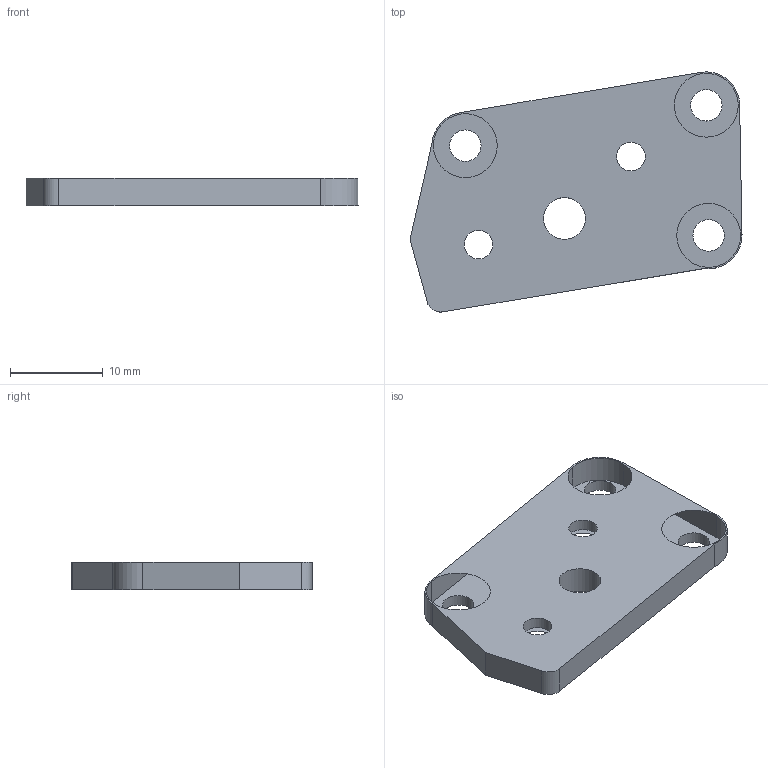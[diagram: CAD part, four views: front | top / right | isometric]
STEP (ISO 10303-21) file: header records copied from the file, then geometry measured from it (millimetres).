
FILE_DESCRIPTION(/* description */ (''),/* implementation_level */ '2;1');
FILE_NAME(/* name */ 'Vz-Hextrudort Plate.step',/* time_stamp */ '2024-05-19T23:37:58-04:00',/* author */ (''),/* organization */ (''),/* preprocessor_version */ 'ST-DEVELOPER v20',/* originating_system */ 'Autodesk Translation Framework v13.14.0.145',/* authorisation */ '');
FILE_SCHEMA (('AUTOMOTIVE_DESIGN { 1 0 10303 214 3 1 1 }'));
Length unit declared in the file: millimetre
Products named in the file (1): Vz-Hextrudort Mount
Bounding box: 35.85 x 25.94 x 3 mm (x, y, z)
Volume: 1886.3 mm3; surface area: 1811.2 mm2
Topology: 1 solids, 1 shells, 22 faces, 55 edges, 35 vertices
Faces by surface type: cylinder 10, plane 7, cone 5
Full cylindrical faces by diameter (mm): 3.1 x2, 3.4 x3, 4.5 x1
Entity records: 721 total; most frequent: DIRECTION 126, CARTESIAN_POINT 113, ORIENTED_EDGE 110, EDGE_CURVE 55, AXIS2_PLACEMENT_3D 48, VERTEX_POINT 35, EDGE_LOOP 34, LINE 30
